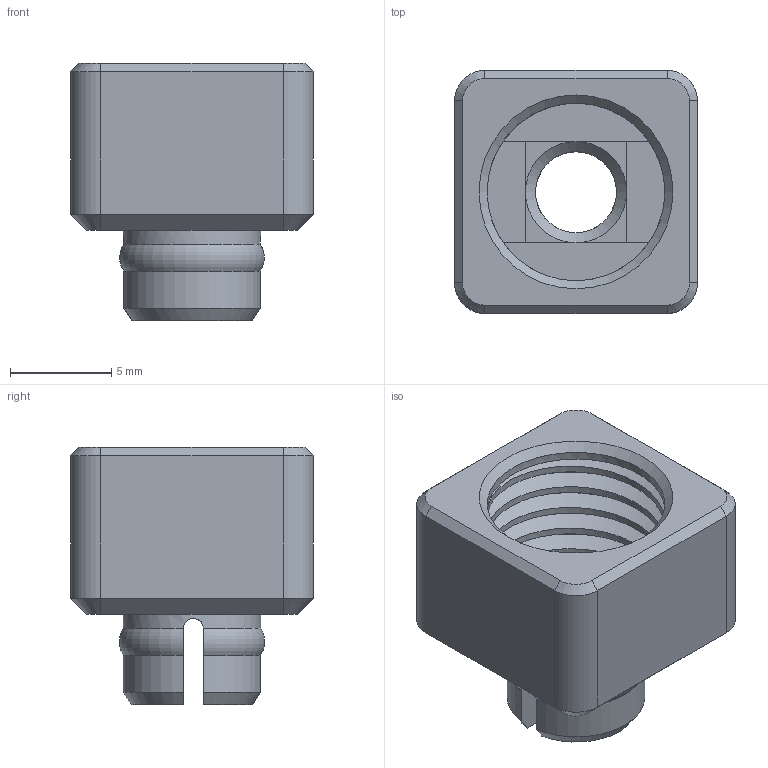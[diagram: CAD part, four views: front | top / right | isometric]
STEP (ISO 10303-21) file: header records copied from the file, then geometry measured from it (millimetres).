
FILE_DESCRIPTION(/* description */ (''),/* implementation_level */ '2;1');
FILE_NAME(/* name */ 'M10 LightGuide_v4.step',/* time_stamp */ '2023-12-29T13:31:38-09:00',/* author */ (''),/* organization */ (''),/* preprocessor_version */ 'ST-DEVELOPER v20',/* originating_system */ 'Autodesk Translation Framework v12.14.0.127',/* authorisation */ '');
FILE_SCHEMA (('AUTOMOTIVE_DESIGN { 1 0 10303 214 3 1 1 }'));
Length unit declared in the file: millimetre
Products named in the file (2): Orbiter v2 Sensor v2.2 LDO MJF; M10 LightGuide
Assembly tree (1 placements, depth 2):
  Orbiter v2 Sensor v2.2 LDO MJF
    M10 LightGuide
Bounding box: 12 x 12 x 12.7 mm (x, y, z)
Volume: 768.1 mm3; surface area: 1099.4 mm2
Topology: 1 solids, 1 shells, 71 faces, 187 edges, 116 vertices
Faces by surface type: plane 32, cylinder 23, cone 12, bspline 2, torus 2
Full cylindrical faces by diameter (mm): 4 x1, 6.8 x1, 8.78 x4, 10.17 x4
Entity records: 3884 total; most frequent: CARTESIAN_POINT 1994, ORIENTED_EDGE 374, DIRECTION 331, EDGE_CURVE 187, VERTEX_POINT 116, AXIS2_PLACEMENT_3D 116, LINE 99, VECTOR 99
